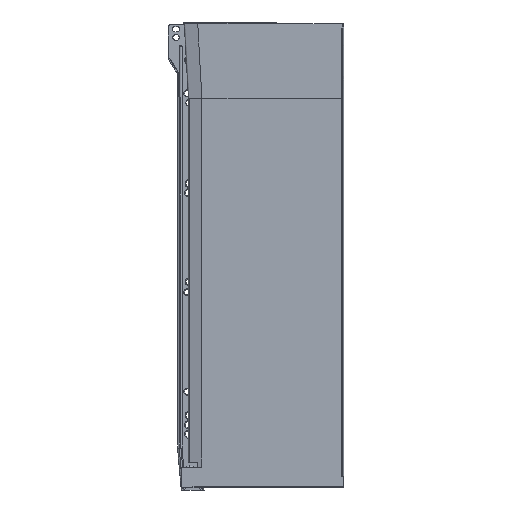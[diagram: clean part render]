
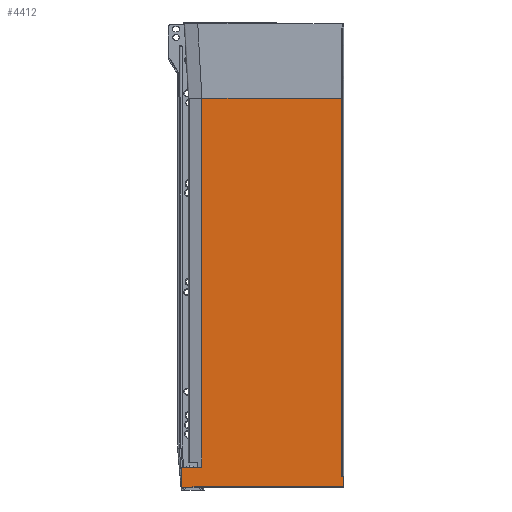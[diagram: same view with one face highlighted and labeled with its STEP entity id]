
A CAD part, left-side view. The second image highlights one B-rep face of the part: STEP entity #4412.
In plain terms, the highlighted planar face has unit normal (-1, 0, 0).
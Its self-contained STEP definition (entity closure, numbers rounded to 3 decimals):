
#43 = CARTESIAN_POINT ( 'NONE',  ( -14.887, 154.645, -428. ) ) ;
#141 = VERTEX_POINT ( 'NONE', #6206 ) ;
#371 = VECTOR ( 'NONE', #3310, 1000. ) ;
#474 = CARTESIAN_POINT ( 'NONE',  ( -14.887, 134.9, -448. ) ) ;
#480 = VERTEX_POINT ( 'NONE', #3780 ) ;
#587 = ORIENTED_EDGE ( 'NONE', *, *, #1682, .T. ) ;
#612 = EDGE_CURVE ( 'NONE', #9788, #3560, #5283, .T. ) ;
#1044 = VECTOR ( 'NONE', #9422, 1000. ) ;
#1339 = CARTESIAN_POINT ( 'NONE',  ( -14.887, 143.5, -448. ) ) ;
#1481 = VERTEX_POINT ( 'NONE', #4110 ) ;
#1682 = EDGE_CURVE ( 'NONE', #7981, #141, #9220, .T. ) ;
#1819 = VECTOR ( 'NONE', #9193, 1000. ) ;
#2215 = VERTEX_POINT ( 'NONE', #7468 ) ;
#2278 = LINE ( 'NONE', #6083, #1819 ) ;
#2483 = CARTESIAN_POINT ( 'NONE',  ( -14.887, 143.5, -448. ) ) ;
#2643 = CARTESIAN_POINT ( 'NONE',  ( -14.887, -2.091, -437. ) ) ;
#2647 = EDGE_CURVE ( 'NONE', #6005, #8010, #2278, .T. ) ;
#2680 = CARTESIAN_POINT ( 'NONE',  ( -14.887, 154.645, -448. ) ) ;
#2682 = DIRECTION ( 'NONE',  ( 0., 1., 0. ) ) ;
#2751 = DIRECTION ( 'NONE',  ( 0., 1., 0. ) ) ;
#3152 = LINE ( 'NONE', #43, #4193 ) ;
#3310 = DIRECTION ( 'NONE',  ( 0., 0., 1. ) ) ;
#3426 = AXIS2_PLACEMENT_3D ( 'NONE', #10278, #3964, #10320 ) ;
#3430 = ORIENTED_EDGE ( 'NONE', *, *, #9334, .F. ) ;
#3560 = VERTEX_POINT ( 'NONE', #5349 ) ;
#3653 = DIRECTION ( 'NONE',  ( 0., 0., 1. ) ) ;
#3751 = LINE ( 'NONE', #6161, #1044 ) ;
#3780 = CARTESIAN_POINT ( 'NONE',  ( -14.887, -2.091, -446.9 ) ) ;
#3799 = EDGE_CURVE ( 'NONE', #6224, #6005, #3152, .T. ) ;
#3912 = FACE_OUTER_BOUND ( 'NONE', #6534, .T. ) ;
#3954 = DIRECTION ( 'NONE',  ( 0., 0., -1. ) ) ;
#3964 = DIRECTION ( 'NONE',  ( -1., 0., 0. ) ) ;
#4059 = DIRECTION ( 'NONE',  ( 0., 0., -1. ) ) ;
#4110 = CARTESIAN_POINT ( 'NONE',  ( -14.887, 134.9, -428. ) ) ;
#4117 = ORIENTED_EDGE ( 'NONE', *, *, #3799, .T. ) ;
#4174 = VECTOR ( 'NONE', #2751, 1000. ) ;
#4193 = VECTOR ( 'NONE', #4059, 1000. ) ;
#4266 = CARTESIAN_POINT ( 'NONE',  ( -14.887, -0.837, -448. ) ) ;
#4330 = CARTESIAN_POINT ( 'NONE',  ( -14.887, -2.091, -446.9 ) ) ;
#4373 = LINE ( 'NONE', #4266, #371 ) ;
#4412 = ADVANCED_FACE ( 'NONE', ( #3912 ), #7107, .T. ) ;
#4469 = LINE ( 'NONE', #1339, #8525 ) ;
#4844 = ORIENTED_EDGE ( 'NONE', *, *, #5495, .F. ) ;
#4882 = ORIENTED_EDGE ( 'NONE', *, *, #8325, .T. ) ;
#5283 = LINE ( 'NONE', #10087, #7118 ) ;
#5307 = CARTESIAN_POINT ( 'NONE',  ( -14.887, -0.837, -72. ) ) ;
#5349 = CARTESIAN_POINT ( 'NONE',  ( -14.887, 134.9, -72. ) ) ;
#5495 = EDGE_CURVE ( 'NONE', #7981, #480, #7098, .T. ) ;
#5729 = ORIENTED_EDGE ( 'NONE', *, *, #8077, .F. ) ;
#5878 = ORIENTED_EDGE ( 'NONE', *, *, #7319, .F. ) ;
#5997 = DIRECTION ( 'NONE',  ( 0., 0., -1. ) ) ;
#6005 = VERTEX_POINT ( 'NONE', #2680 ) ;
#6083 = CARTESIAN_POINT ( 'NONE',  ( -14.887, 134.9, -448. ) ) ;
#6161 = CARTESIAN_POINT ( 'NONE',  ( -14.887, 134.9, -428. ) ) ;
#6206 = CARTESIAN_POINT ( 'NONE',  ( -14.887, -0.837, -437. ) ) ;
#6224 = VERTEX_POINT ( 'NONE', #9396 ) ;
#6534 = EDGE_LOOP ( 'NONE', ( #5729, #4844, #587, #4882, #8576, #8171, #3430, #4117, #8726, #5878 ) ) ;
#6596 = CARTESIAN_POINT ( 'NONE',  ( -14.887, -378., -437. ) ) ;
#7008 = CARTESIAN_POINT ( 'NONE',  ( -14.887, -2.091, -448. ) ) ;
#7098 = LINE ( 'NONE', #7008, #8990 ) ;
#7107 = PLANE ( 'NONE',  #3426 ) ;
#7118 = VECTOR ( 'NONE', #2682, 1000. ) ;
#7319 = EDGE_CURVE ( 'NONE', #2215, #8010, #4469, .T. ) ;
#7431 = DIRECTION ( 'NONE',  ( 0., 1., 0. ) ) ;
#7468 = CARTESIAN_POINT ( 'NONE',  ( -14.887, 143.5, -446.9 ) ) ;
#7735 = LINE ( 'NONE', #4330, #4174 ) ;
#7753 = EDGE_CURVE ( 'NONE', #1481, #3560, #10021, .T. ) ;
#7981 = VERTEX_POINT ( 'NONE', #2643 ) ;
#8010 = VERTEX_POINT ( 'NONE', #2483 ) ;
#8077 = EDGE_CURVE ( 'NONE', #480, #2215, #7735, .T. ) ;
#8171 = ORIENTED_EDGE ( 'NONE', *, *, #7753, .F. ) ;
#8285 = VECTOR ( 'NONE', #7431, 1000. ) ;
#8325 = EDGE_CURVE ( 'NONE', #141, #9788, #4373, .T. ) ;
#8525 = VECTOR ( 'NONE', #5997, 1000. ) ;
#8576 = ORIENTED_EDGE ( 'NONE', *, *, #612, .T. ) ;
#8726 = ORIENTED_EDGE ( 'NONE', *, *, #2647, .T. ) ;
#8990 = VECTOR ( 'NONE', #3954, 1000. ) ;
#9193 = DIRECTION ( 'NONE',  ( 0., -1., 0. ) ) ;
#9220 = LINE ( 'NONE', #6596, #8285 ) ;
#9334 = EDGE_CURVE ( 'NONE', #6224, #1481, #3751, .T. ) ;
#9396 = CARTESIAN_POINT ( 'NONE',  ( -14.887, 154.645, -428. ) ) ;
#9422 = DIRECTION ( 'NONE',  ( 0., -1., 0. ) ) ;
#9788 = VERTEX_POINT ( 'NONE', #5307 ) ;
#10021 = LINE ( 'NONE', #474, #10362 ) ;
#10087 = CARTESIAN_POINT ( 'NONE',  ( -14.887, -0.837, -72. ) ) ;
#10278 = CARTESIAN_POINT ( 'NONE',  ( -14.887, -0.837, -448. ) ) ;
#10320 = DIRECTION ( 'NONE',  ( 0., 0., -1. ) ) ;
#10362 = VECTOR ( 'NONE', #3653, 1000. ) ;
